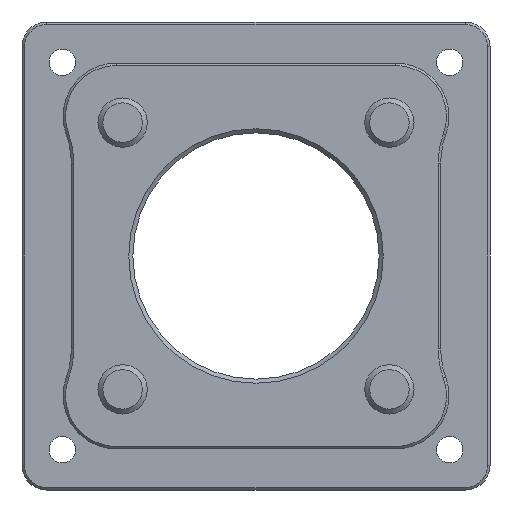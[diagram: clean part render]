
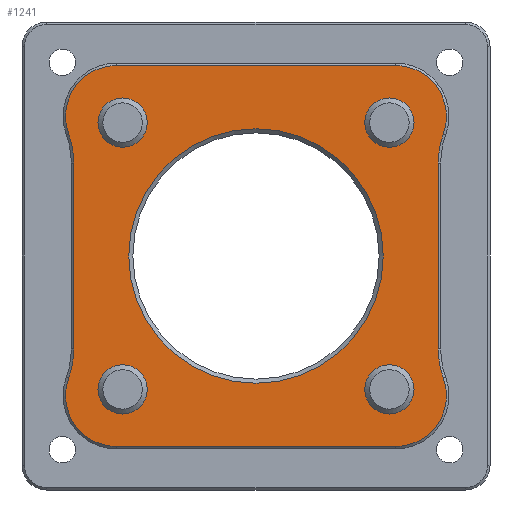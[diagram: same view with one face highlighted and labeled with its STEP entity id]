
A CAD part, front view. The second image highlights one B-rep face of the part: STEP entity #1241.
In plain terms, the highlighted planar face has unit normal (0, -1, 0).
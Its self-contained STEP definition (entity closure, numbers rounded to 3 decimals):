
#53=LINE('',#1928,#137);
#54=LINE('',#1934,#138);
#55=LINE('',#1940,#139);
#56=LINE('',#1946,#140);
#137=VECTOR('',#1505,34.);
#138=VECTOR('',#1510,22.651);
#139=VECTOR('',#1515,34.);
#140=VECTOR('',#1520,22.651);
#221=PLANE('',#1329);
#251=FACE_BOUND('',#369,.T.);
#252=FACE_BOUND('',#370,.T.);
#253=FACE_BOUND('',#371,.T.);
#254=FACE_BOUND('',#372,.T.);
#255=FACE_BOUND('',#373,.T.);
#283=FACE_OUTER_BOUND('',#368,.T.);
#368=EDGE_LOOP('',(#863,#864,#865,#866,#867,#868,#869,#870,#871,#872,#873,
#874));
#369=EDGE_LOOP('',(#875));
#370=EDGE_LOOP('',(#876));
#371=EDGE_LOOP('',(#877));
#372=EDGE_LOOP('',(#878));
#373=EDGE_LOOP('',(#879));
#483=CIRCLE('',#1328,15.5);
#484=CIRCLE('',#1330,6.2);
#485=CIRCLE('',#1331,10.4);
#486=CIRCLE('',#1332,10.4);
#487=CIRCLE('',#1333,6.2);
#488=CIRCLE('',#1334,6.2);
#489=CIRCLE('',#1335,10.4);
#490=CIRCLE('',#1336,10.4);
#491=CIRCLE('',#1337,6.2);
#492=CIRCLE('',#1338,3.);
#493=CIRCLE('',#1339,3.);
#494=CIRCLE('',#1340,3.);
#495=CIRCLE('',#1341,3.);
#568=VERTEX_POINT('',#1923);
#569=VERTEX_POINT('',#1926);
#570=VERTEX_POINT('',#1927);
#571=VERTEX_POINT('',#1929);
#572=VERTEX_POINT('',#1931);
#573=VERTEX_POINT('',#1933);
#574=VERTEX_POINT('',#1935);
#575=VERTEX_POINT('',#1937);
#576=VERTEX_POINT('',#1939);
#577=VERTEX_POINT('',#1941);
#578=VERTEX_POINT('',#1943);
#579=VERTEX_POINT('',#1945);
#580=VERTEX_POINT('',#1947);
#581=VERTEX_POINT('',#1950);
#582=VERTEX_POINT('',#1952);
#583=VERTEX_POINT('',#1954);
#584=VERTEX_POINT('',#1956);
#685=EDGE_CURVE('',#568,#568,#483,.T.);
#686=EDGE_CURVE('',#569,#570,#53,.T.);
#687=EDGE_CURVE('',#571,#569,#484,.T.);
#688=EDGE_CURVE('',#572,#571,#485,.T.);
#689=EDGE_CURVE('',#573,#572,#54,.T.);
#690=EDGE_CURVE('',#574,#573,#486,.T.);
#691=EDGE_CURVE('',#575,#574,#487,.T.);
#692=EDGE_CURVE('',#576,#575,#55,.T.);
#693=EDGE_CURVE('',#577,#576,#488,.T.);
#694=EDGE_CURVE('',#578,#577,#489,.T.);
#695=EDGE_CURVE('',#579,#578,#56,.T.);
#696=EDGE_CURVE('',#580,#579,#490,.T.);
#697=EDGE_CURVE('',#570,#580,#491,.T.);
#698=EDGE_CURVE('',#581,#581,#492,.T.);
#699=EDGE_CURVE('',#582,#582,#493,.T.);
#700=EDGE_CURVE('',#583,#583,#494,.T.);
#701=EDGE_CURVE('',#584,#584,#495,.T.);
#863=ORIENTED_EDGE('',*,*,#686,.F.);
#864=ORIENTED_EDGE('',*,*,#687,.F.);
#865=ORIENTED_EDGE('',*,*,#688,.F.);
#866=ORIENTED_EDGE('',*,*,#689,.F.);
#867=ORIENTED_EDGE('',*,*,#690,.F.);
#868=ORIENTED_EDGE('',*,*,#691,.F.);
#869=ORIENTED_EDGE('',*,*,#692,.F.);
#870=ORIENTED_EDGE('',*,*,#693,.F.);
#871=ORIENTED_EDGE('',*,*,#694,.F.);
#872=ORIENTED_EDGE('',*,*,#695,.F.);
#873=ORIENTED_EDGE('',*,*,#696,.F.);
#874=ORIENTED_EDGE('',*,*,#697,.F.);
#875=ORIENTED_EDGE('',*,*,#698,.T.);
#876=ORIENTED_EDGE('',*,*,#699,.T.);
#877=ORIENTED_EDGE('',*,*,#700,.T.);
#878=ORIENTED_EDGE('',*,*,#701,.T.);
#879=ORIENTED_EDGE('',*,*,#685,.F.);
#1241=ADVANCED_FACE('',(#283,#251,#252,#253,#254,#255),#221,.F.);
#1328=AXIS2_PLACEMENT_3D('',#1924,#1501,#1502);
#1329=AXIS2_PLACEMENT_3D('',#1925,#1503,#1504);
#1330=AXIS2_PLACEMENT_3D('',#1930,#1506,#1507);
#1331=AXIS2_PLACEMENT_3D('',#1932,#1508,#1509);
#1332=AXIS2_PLACEMENT_3D('',#1936,#1511,#1512);
#1333=AXIS2_PLACEMENT_3D('',#1938,#1513,#1514);
#1334=AXIS2_PLACEMENT_3D('',#1942,#1516,#1517);
#1335=AXIS2_PLACEMENT_3D('',#1944,#1518,#1519);
#1336=AXIS2_PLACEMENT_3D('',#1948,#1521,#1522);
#1337=AXIS2_PLACEMENT_3D('',#1949,#1523,#1524);
#1338=AXIS2_PLACEMENT_3D('',#1951,#1525,#1526);
#1339=AXIS2_PLACEMENT_3D('',#1953,#1527,#1528);
#1340=AXIS2_PLACEMENT_3D('',#1955,#1529,#1530);
#1341=AXIS2_PLACEMENT_3D('',#1957,#1531,#1532);
#1501=DIRECTION('center_axis',(0.,-1.,0.));
#1502=DIRECTION('ref_axis',(-1.,0.,0.));
#1503=DIRECTION('center_axis',(0.,1.,0.));
#1504=DIRECTION('ref_axis',(0.,0.,1.));
#1505=DIRECTION('',(1.,0.,0.));
#1506=DIRECTION('center_axis',(0.,1.,0.));
#1507=DIRECTION('ref_axis',(-0.94,0.,-0.342));
#1508=DIRECTION('center_axis',(0.,-1.,0.));
#1509=DIRECTION('ref_axis',(0.94,0.,0.342));
#1510=DIRECTION('',(0.,0.,1.));
#1511=DIRECTION('center_axis',(0.,-1.,0.));
#1512=DIRECTION('ref_axis',(1.,0.,0.));
#1513=DIRECTION('center_axis',(0.,1.,0.));
#1514=DIRECTION('ref_axis',(0.,0.,-1.));
#1515=DIRECTION('',(-1.,0.,0.));
#1516=DIRECTION('center_axis',(0.,1.,0.));
#1517=DIRECTION('ref_axis',(0.94,0.,0.342));
#1518=DIRECTION('center_axis',(0.,-1.,0.));
#1519=DIRECTION('ref_axis',(-0.94,0.,-0.342));
#1520=DIRECTION('',(0.,0.,-1.));
#1521=DIRECTION('center_axis',(0.,-1.,0.));
#1522=DIRECTION('ref_axis',(-1.,0.,0.));
#1523=DIRECTION('center_axis',(0.,1.,0.));
#1524=DIRECTION('ref_axis',(0.,0.,1.));
#1525=DIRECTION('center_axis',(0.,1.,0.));
#1526=DIRECTION('ref_axis',(-1.,0.,0.));
#1527=DIRECTION('center_axis',(0.,1.,0.));
#1528=DIRECTION('ref_axis',(-1.,0.,0.));
#1529=DIRECTION('center_axis',(0.,1.,0.));
#1530=DIRECTION('ref_axis',(-1.,0.,0.));
#1531=DIRECTION('center_axis',(0.,1.,0.));
#1532=DIRECTION('ref_axis',(-1.,0.,0.));
#1923=CARTESIAN_POINT('',(15.5,0.,0.));
#1924=CARTESIAN_POINT('Origin',(0.,0.,0.));
#1925=CARTESIAN_POINT('Origin',(0.,0.,0.));
#1926=CARTESIAN_POINT('',(-17.,0.,23.2));
#1927=CARTESIAN_POINT('',(17.,0.,23.2));
#1928=CARTESIAN_POINT('',(-8.5,0.,23.2));
#1929=CARTESIAN_POINT('',(-22.827,0.,14.881));
#1930=CARTESIAN_POINT('Origin',(-17.,0.,17.));
#1931=CARTESIAN_POINT('',(-22.2,0.,11.325));
#1932=CARTESIAN_POINT('Origin',(-32.6,0.,11.325));
#1933=CARTESIAN_POINT('',(-22.2,0.,-11.325));
#1934=CARTESIAN_POINT('',(-22.2,0.,-5.663));
#1935=CARTESIAN_POINT('',(-22.827,0.,-14.881));
#1936=CARTESIAN_POINT('Origin',(-32.6,0.,-11.325));
#1937=CARTESIAN_POINT('',(-17.,0.,-23.2));
#1938=CARTESIAN_POINT('Origin',(-17.,0.,-17.));
#1939=CARTESIAN_POINT('',(17.,0.,-23.2));
#1940=CARTESIAN_POINT('',(8.5,0.,-23.2));
#1941=CARTESIAN_POINT('',(22.827,0.,-14.881));
#1942=CARTESIAN_POINT('Origin',(17.,0.,-17.));
#1943=CARTESIAN_POINT('',(22.2,0.,-11.325));
#1944=CARTESIAN_POINT('Origin',(32.6,0.,-11.325));
#1945=CARTESIAN_POINT('',(22.2,0.,11.325));
#1946=CARTESIAN_POINT('',(22.2,0.,5.663));
#1947=CARTESIAN_POINT('',(22.827,0.,14.881));
#1948=CARTESIAN_POINT('Origin',(32.6,0.,11.325));
#1949=CARTESIAN_POINT('Origin',(17.,0.,17.));
#1950=CARTESIAN_POINT('',(-13.25,0.,-16.25));
#1951=CARTESIAN_POINT('Origin',(-16.25,0.,-16.25));
#1952=CARTESIAN_POINT('',(-13.25,0.,16.25));
#1953=CARTESIAN_POINT('Origin',(-16.25,0.,16.25));
#1954=CARTESIAN_POINT('',(19.25,0.,16.25));
#1955=CARTESIAN_POINT('Origin',(16.25,0.,16.25));
#1956=CARTESIAN_POINT('',(19.25,0.,-16.25));
#1957=CARTESIAN_POINT('Origin',(16.25,0.,-16.25));
